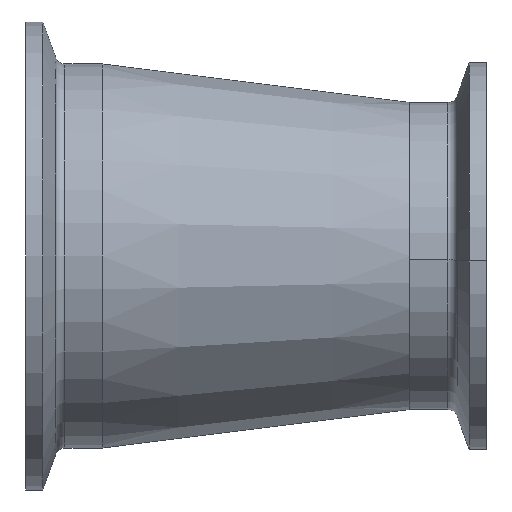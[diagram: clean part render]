
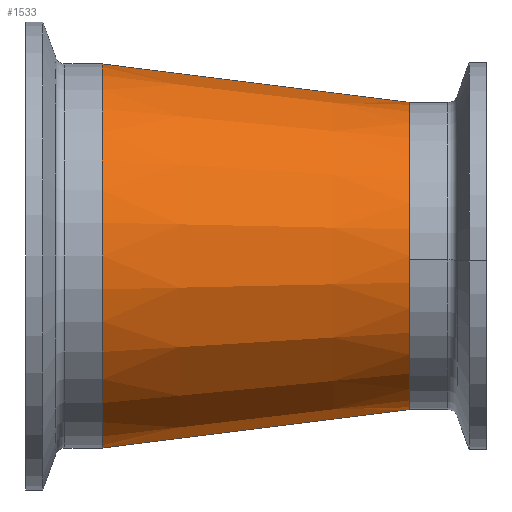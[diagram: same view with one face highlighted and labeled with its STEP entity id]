
A CAD part, left-side view. The second image highlights one B-rep face of the part: STEP entity #1533.
In plain terms, the highlighted conical face has half-angle 7.125 degrees and reference radius 25.4 mm.
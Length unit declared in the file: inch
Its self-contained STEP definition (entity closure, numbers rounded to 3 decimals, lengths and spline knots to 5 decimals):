
#82 = DIRECTION ( 'NONE',  ( 0., 0., 1. ) ) ;
#88 = CARTESIAN_POINT ( 'NONE',  ( 0., 0., -1. ) ) ;
#117 = ORIENTED_EDGE ( 'NONE', *, *, #1272, .T. ) ;
#183 = ORIENTED_EDGE ( 'NONE', *, *, #723, .T. ) ;
#215 = CARTESIAN_POINT ( 'NONE',  ( 0., 0., 0. ) ) ;
#225 = CARTESIAN_POINT ( 'NONE',  ( 0., 2., 0. ) ) ;
#301 = ORIENTED_EDGE ( 'NONE', *, *, #1555, .F. ) ;
#364 = DIRECTION ( 'NONE',  ( 0., 1., 0. ) ) ;
#404 = VERTEX_POINT ( 'NONE', #1341 ) ;
#442 = VERTEX_POINT ( 'NONE', #1125 ) ;
#478 = CARTESIAN_POINT ( 'NONE',  ( 0., 2., -1.25 ) ) ;
#480 = VECTOR ( 'NONE', #1590, 39.37008 ) ;
#491 = AXIS2_PLACEMENT_3D ( 'NONE', #225, #616, #1583 ) ;
#495 = DIRECTION ( 'NONE',  ( 0., 0., 1. ) ) ;
#533 = DIRECTION ( 'NONE',  ( 0., 0.992, 0.124 ) ) ;
#578 = AXIS2_PLACEMENT_3D ( 'NONE', #1170, #364, #495 ) ;
#616 = DIRECTION ( 'NONE',  ( 0., 1., 0. ) ) ;
#695 = EDGE_CURVE ( 'NONE', #970, #442, #1254, .T. ) ;
#707 = EDGE_LOOP ( 'NONE', ( #301, #183, #117, #1201 ) ) ;
#723 = EDGE_CURVE ( 'NONE', #1147, #404, #1038, .T. ) ;
#747 = DIRECTION ( 'NONE',  ( 0., 1., 0. ) ) ;
#915 = CARTESIAN_POINT ( 'NONE',  ( 0., 0., -1. ) ) ;
#932 = FACE_OUTER_BOUND ( 'NONE', #707, .T. ) ;
#964 = LINE ( 'NONE', #915, #480 ) ;
#970 = VERTEX_POINT ( 'NONE', #478 ) ;
#1021 = AXIS2_PLACEMENT_3D ( 'NONE', #215, #747, #82 ) ;
#1038 = CIRCLE ( 'NONE', #578, 1. ) ;
#1125 = CARTESIAN_POINT ( 'NONE',  ( 0., 2., 1.25 ) ) ;
#1147 = VERTEX_POINT ( 'NONE', #88 ) ;
#1170 = CARTESIAN_POINT ( 'NONE',  ( 0., 0., 0. ) ) ;
#1201 = ORIENTED_EDGE ( 'NONE', *, *, #695, .F. ) ;
#1254 = CIRCLE ( 'NONE', #491, 1.25 ) ;
#1272 = EDGE_CURVE ( 'NONE', #404, #442, #1596, .T. ) ;
#1334 = CONICAL_SURFACE ( 'NONE', #1021, 1., 0.124 ) ;
#1341 = CARTESIAN_POINT ( 'NONE',  ( 0., 0., 1. ) ) ;
#1348 = CARTESIAN_POINT ( 'NONE',  ( 0., 0., 1. ) ) ;
#1533 = ADVANCED_FACE ( 'NONE', ( #932 ), #1334, .T. ) ;
#1555 = EDGE_CURVE ( 'NONE', #1147, #970, #964, .T. ) ;
#1559 = VECTOR ( 'NONE', #533, 39.37008 ) ;
#1583 = DIRECTION ( 'NONE',  ( 0., 0., 1. ) ) ;
#1590 = DIRECTION ( 'NONE',  ( 0., 0.992, -0.124 ) ) ;
#1596 = LINE ( 'NONE', #1348, #1559 ) ;
